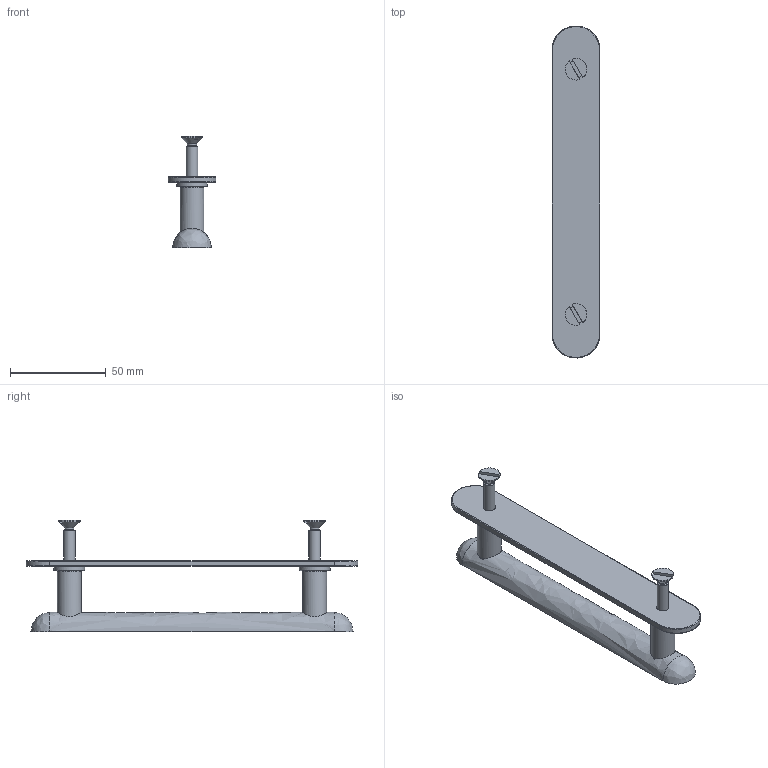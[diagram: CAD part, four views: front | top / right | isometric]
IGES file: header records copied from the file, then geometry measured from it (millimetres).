
Global section: file name: PK8257P-A; native system: Autodesk Inventor 2024; preprocessor: unknown; author: adaniels; date: 20250716.110256; units: millimetre
Bounding box: 25 x 173.17 x 58 mm (x, y, z)
Volume: 44902.8 mm3; surface area: 23802.3 mm2
Topology: 6 solids, 6 shells, 92 faces, 230 edges, 161 vertices
Faces by surface type: bspline 92
